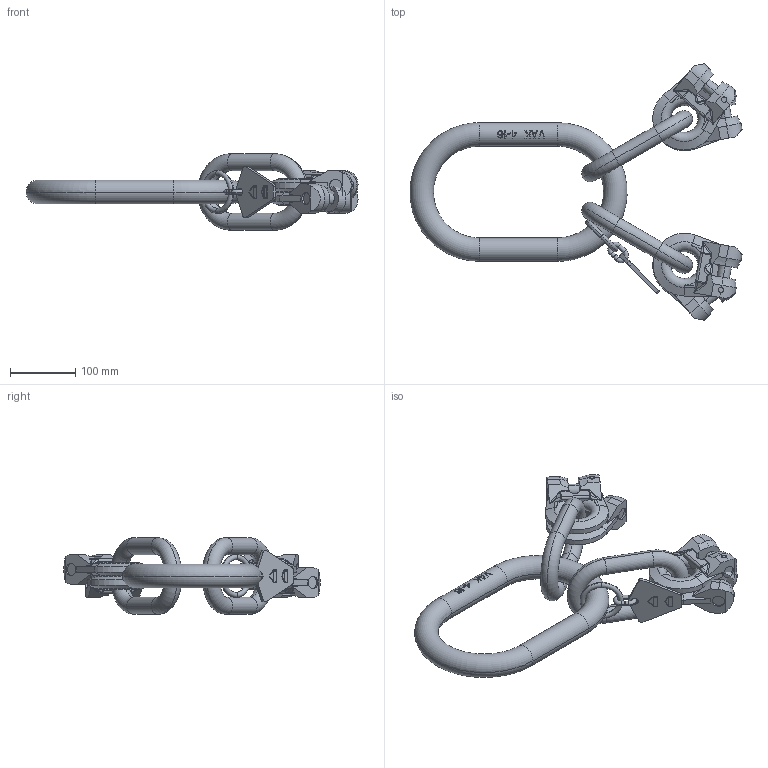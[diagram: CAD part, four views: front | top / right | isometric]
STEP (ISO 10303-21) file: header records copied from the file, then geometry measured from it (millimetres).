
FILE_DESCRIPTION((''),'2;1');
FILE_NAME('3VAK4-16_ASM','2005-01-18T',('jakubetz'),(''),'PRO/ENGINEER BY PARAMETRIC TECHNOLOGY CORPORATION, 2001400','PRO/ENGINEER BY PARAMETRIC TECHNOLOGY CORPORATION, 2001400','');
FILE_SCHEMA(('CONFIG_CONTROL_DESIGN'));
Length unit declared in the file: millimetre
Products named in the file (2): _3VAK4-16; 3VAK4-16_ASM
Assembly tree (1 placements, depth 2):
  3VAK4-16_ASM
    _3VAK4-16
Bounding box: 507.44 x 391.57 x 117 mm (x, y, z)
Volume: 2126312.5 mm3; surface area: 302661.4 mm2
Topology: 10 solids, 10 shells, 641 faces, 1601 edges, 990 vertices
Faces by surface type: plane 329, cylinder 204, bspline 48, torus 36, sphere 16, cone 8
Entity records: 20831 total; most frequent: CARTESIAN_POINT 6136, ORIENTED_EDGE 3202, DIRECTION 2791, EDGE_CURVE 1601, VERTEX_POINT 990, AXIS2_PLACEMENT_3D 953, VECTOR 885, LINE 885
